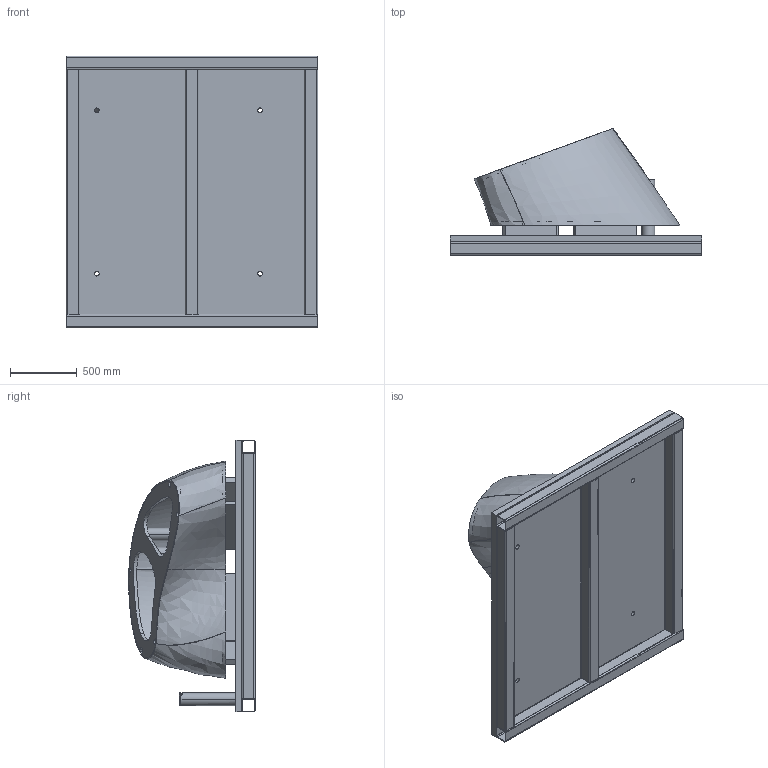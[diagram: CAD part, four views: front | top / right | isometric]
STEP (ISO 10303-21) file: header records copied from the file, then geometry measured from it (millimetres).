
FILE_DESCRIPTION(('CATIA V5 STEP Exchange'),'2;1');
FILE_NAME('SE121-003P-on-fixture.stp','2004-04-15T12:19:58+00:00',('none'),('none'),'CATIA Version 5 Release 12 (IN-9)','CATIA V5 STEP AP203','none');
FILE_SCHEMA(('CONFIG_CONTROL_DESIGN'));
Products named in the file (2): 9918; PROTOTYPE BUILD FIXTURE
Assembly tree (25 placements, depth 3):
  9918
    #59
    #3852
    #7689
    #11695
    #14474
    PROTOTYPE BUILD FIXTURE
      #20425  x2
      #21196  x3
      #21980
      #22960
      #23389
      #23818
      #24176
      #24534
      #24805
      #28831
      #57581
      #57718
      #57855
      #57992
    #58147
    #58525
Bounding box: 1879.6 x 947.54 x 2032 mm (x, y, z)
Volume: 276892006.6 mm3; surface area: 25060127.1 mm2
Topology: 22 solids, 22 shells, 334 faces, 936 edges, 1073 vertices
Faces by surface type: cylinder 135, plane 134, bspline 48, cone 16, extrusion 1
Entity records: 58631 total; most frequent: CARTESIAN_POINT 51646, ORIENTED_EDGE 1530, DIRECTION 958, EDGE_CURVE 765, VERTEX_POINT 541, AXIS2_PLACEMENT_3D 410, EDGE_LOOP 338, VECTOR 320
